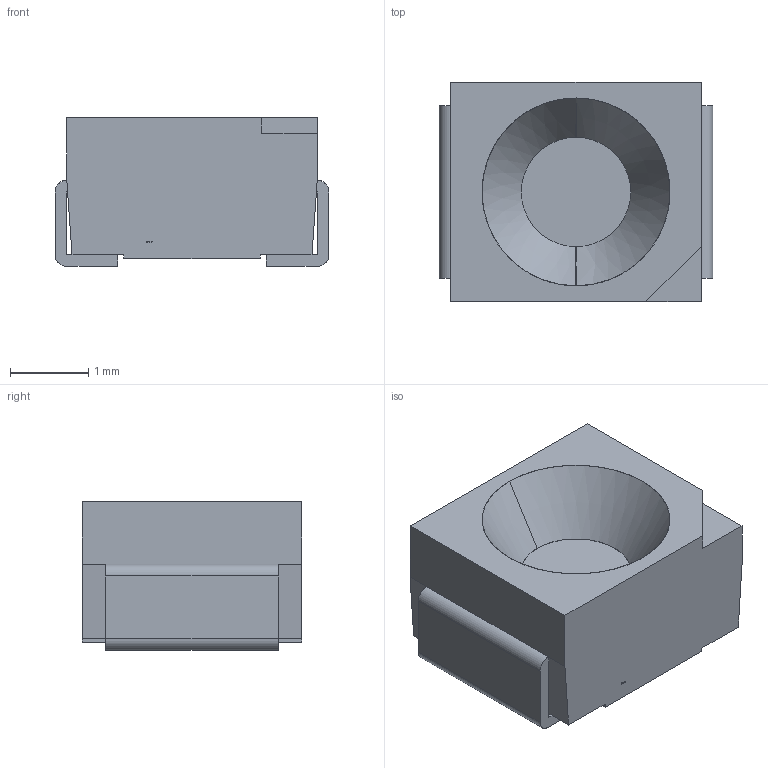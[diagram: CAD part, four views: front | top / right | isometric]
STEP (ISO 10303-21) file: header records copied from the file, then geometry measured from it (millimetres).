
FILE_DESCRIPTION(('FreeCAD Model'),'2;1');
FILE_NAME('Compound.step', '2021-10-14T18:27:38',('kicad StepUp'),('ksu MCAD'), 'Open CASCADE STEP processor 7.3','FreeCAD','Unknown');
FILE_SCHEMA(('AUTOMOTIVE_DESIGN { 1 0 10303 214 1 1 1 1 }'));
Length unit declared in the file: millimetre
Products named in the file (1): Compound
Bounding box: 3.5 x 2.8 x 1.9 mm (x, y, z)
Surface area: 52.2 mm2 (no closed solid volume)
Topology: 0 solids, 52 shells, 52 faces, 358 edges, 358 vertices
Faces by surface type: bspline 46, revolution 6
Entity records: 4358 total; most frequent: CARTESIAN_POINT 1733, ORIENTED_EDGE 358, EDGE_CURVE 358, VERTEX_POINT 358, DIRECTION 250, LINE 218, VECTOR 218, B_SPLINE_CURVE_WITH_KNOTS 134
